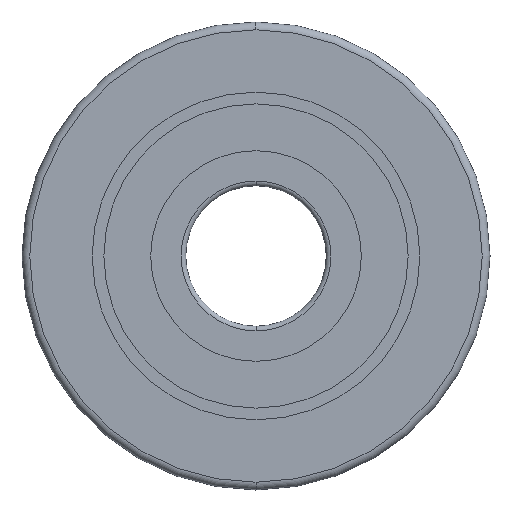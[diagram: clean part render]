
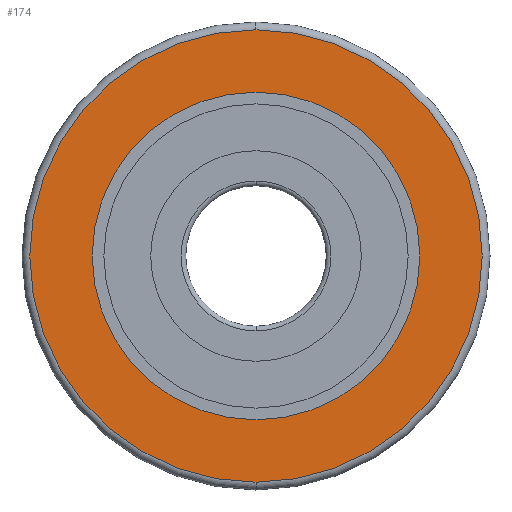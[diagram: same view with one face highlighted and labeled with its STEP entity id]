
A CAD part, left-side view. The second image highlights one B-rep face of the part: STEP entity #174.
In plain terms, the highlighted planar face has unit normal (-1, 0, 0).
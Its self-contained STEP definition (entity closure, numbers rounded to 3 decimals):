
#1 = CARTESIAN_POINT ( 'NONE',  ( -5.5, 0., 0. ) ) ;
#40 = FACE_BOUND ( 'NONE', #911, .T. ) ;
#145 = ORIENTED_EDGE ( 'NONE', *, *, #1987, .F. ) ;
#162 = VERTEX_POINT ( 'NONE', #173 ) ;
#163 = AXIS2_PLACEMENT_3D ( 'NONE', #1452, #1097, #1332 ) ;
#170 = CARTESIAN_POINT ( 'NONE',  ( -5.5, 0., -14.5 ) ) ;
#173 = CARTESIAN_POINT ( 'NONE',  ( -5.5, 0., 14.5 ) ) ;
#174 = ADVANCED_FACE ( 'NONE', ( #1027, #40 ), #1944, .F. ) ;
#380 = EDGE_LOOP ( 'NONE', ( #921, #674 ) ) ;
#385 = DIRECTION ( 'NONE',  ( -1., 0., 0. ) ) ;
#437 = CIRCLE ( 'NONE', #163, 14.5 ) ;
#674 = ORIENTED_EDGE ( 'NONE', *, *, #2553, .T. ) ;
#748 = DIRECTION ( 'NONE',  ( -1., 0., 0. ) ) ;
#775 = AXIS2_PLACEMENT_3D ( 'NONE', #2146, #1161, #969 ) ;
#777 = DIRECTION ( 'NONE',  ( 0., 0., -1. ) ) ;
#823 = CARTESIAN_POINT ( 'NONE',  ( -5.5, 0., 10.5 ) ) ;
#847 = AXIS2_PLACEMENT_3D ( 'NONE', #1574, #1383, #2148 ) ;
#895 = EDGE_CURVE ( 'NONE', #2486, #162, #437, .T. ) ;
#907 = CARTESIAN_POINT ( 'NONE',  ( -5.5, 0., -10.5 ) ) ;
#911 = EDGE_LOOP ( 'NONE', ( #145, #2489 ) ) ;
#921 = ORIENTED_EDGE ( 'NONE', *, *, #895, .T. ) ;
#958 = DIRECTION ( 'NONE',  ( 0., 0., 1. ) ) ;
#969 = DIRECTION ( 'NONE',  ( 0., 0., -1. ) ) ;
#1010 = AXIS2_PLACEMENT_3D ( 'NONE', #1808, #748, #958 ) ;
#1027 = FACE_OUTER_BOUND ( 'NONE', #380, .T. ) ;
#1097 = DIRECTION ( 'NONE',  ( -1., 0., 0. ) ) ;
#1161 = DIRECTION ( 'NONE',  ( 1., 0., 0. ) ) ;
#1332 = DIRECTION ( 'NONE',  ( 0., 0., -1. ) ) ;
#1383 = DIRECTION ( 'NONE',  ( -1., 0., 0. ) ) ;
#1415 = EDGE_CURVE ( 'NONE', #2360, #2005, #2465, .T. ) ;
#1452 = CARTESIAN_POINT ( 'NONE',  ( -5.5, 0., 0. ) ) ;
#1574 = CARTESIAN_POINT ( 'NONE',  ( -5.5, 0., 0. ) ) ;
#1808 = CARTESIAN_POINT ( 'NONE',  ( -5.5, 0., 0. ) ) ;
#1944 = PLANE ( 'NONE',  #775 ) ;
#1987 = EDGE_CURVE ( 'NONE', #2005, #2360, #2121, .T. ) ;
#2005 = VERTEX_POINT ( 'NONE', #823 ) ;
#2121 = CIRCLE ( 'NONE', #1010, 10.5 ) ;
#2146 = CARTESIAN_POINT ( 'NONE',  ( -5.5, 10.5, 0. ) ) ;
#2148 = DIRECTION ( 'NONE',  ( 0., 0., 1. ) ) ;
#2317 = AXIS2_PLACEMENT_3D ( 'NONE', #1, #385, #777 ) ;
#2360 = VERTEX_POINT ( 'NONE', #907 ) ;
#2465 = CIRCLE ( 'NONE', #847, 10.5 ) ;
#2486 = VERTEX_POINT ( 'NONE', #170 ) ;
#2489 = ORIENTED_EDGE ( 'NONE', *, *, #1415, .F. ) ;
#2526 = CIRCLE ( 'NONE', #2317, 14.5 ) ;
#2553 = EDGE_CURVE ( 'NONE', #162, #2486, #2526, .T. ) ;
